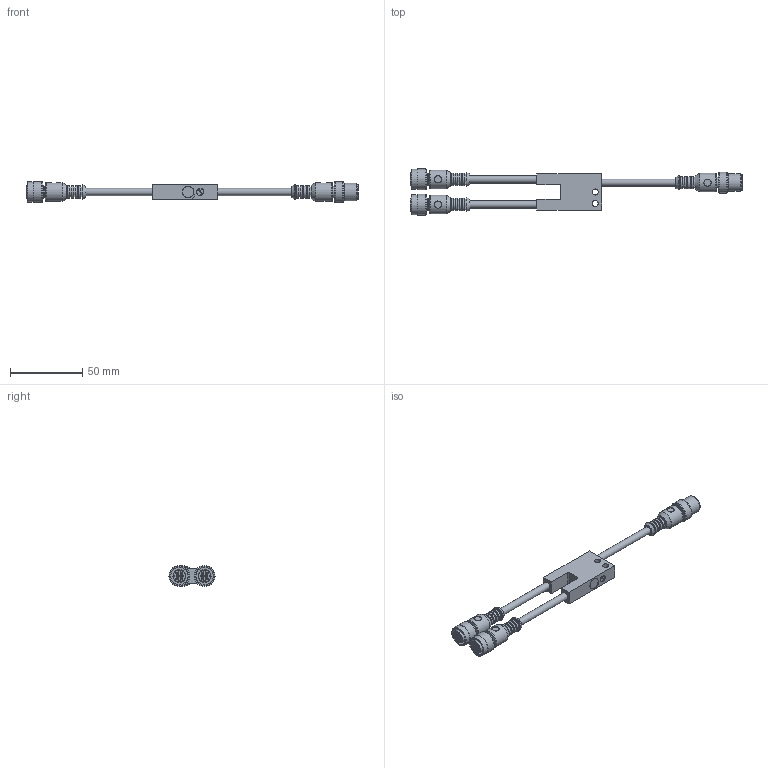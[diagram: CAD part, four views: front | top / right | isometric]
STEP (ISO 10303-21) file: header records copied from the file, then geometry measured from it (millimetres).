
FILE_DESCRIPTION (( 'STEP AP214' ), '1' );
FILE_NAME ('AV2_UND-ODER-PS-IBS.STEP', '2025-08-27T12:02:29', ( '' ), ( '' ), 'SwSTEP 2.0', 'SolidWorks 2024', '' );
FILE_SCHEMA (( 'AUTOMOTIVE_DESIGN' ));
Length unit declared in the file: millimetre
Products named in the file (1): AV2_UND-ODER-PS-IBS
Bounding box: 230.3 x 32 x 14.5 mm (x, y, z)
Volume: 24080.7 mm3; surface area: 14532.1 mm2
Topology: 1 solids, 3 shells, 424 faces, 961 edges, 617 vertices
Faces by surface type: plane 219, cylinder 144, cone 37, torus 24
Full cylindrical faces by diameter (mm): 1 x14, 4.2 x2, 5 x2, 5.05 x2, 5.8 x1, 7 x1, 7.5 x6, 8 x4, 8.1 x1, 8.5 x12, 9 x1, 10 x3, 10.8 x1, 11.25 x1, 12 x3, 13 x3, 14 x4, 14.25 x2, 14.5 x3
Entity records: 11356 total; most frequent: CARTESIAN_POINT 2078, DIRECTION 2005, ORIENTED_EDGE 1648, EDGE_CURVE 824, AXIS2_PLACEMENT_3D 769, EDGE_LOOP 630, VERTEX_POINT 608, FACE_OUTER_BOUND 514
